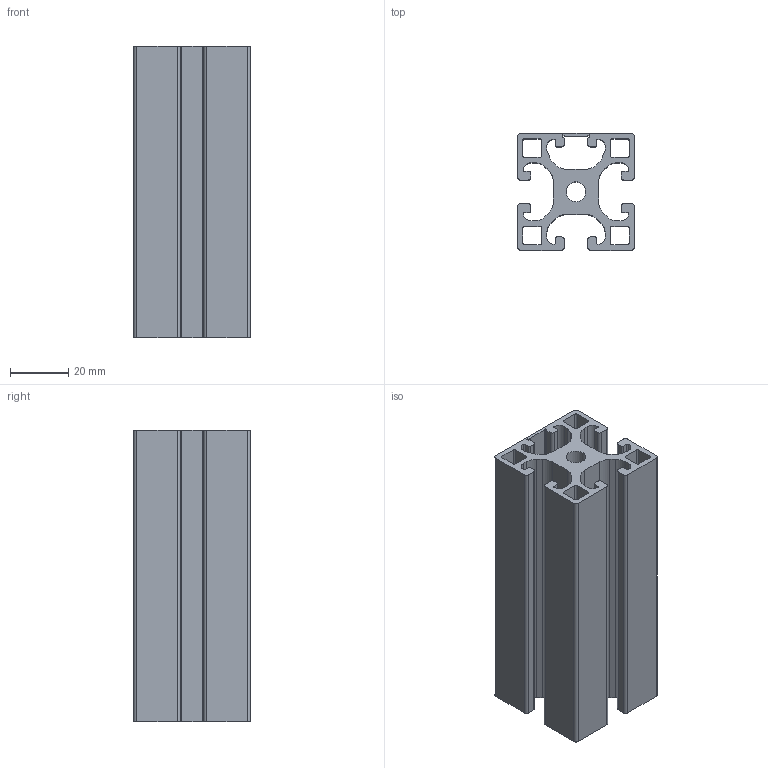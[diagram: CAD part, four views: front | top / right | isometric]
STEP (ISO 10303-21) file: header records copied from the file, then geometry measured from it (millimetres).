
FILE_DESCRIPTION(/* description */ (''),/* implementation_level */ '2;1');
FILE_NAME(/* name */ 'PI-6011_Profil_Z_40x40_ 3N_l-8.stp',/* time_stamp */ '2020-01-21T14:30:05+01:00',/* author */ ('jmaun'),/* organization */ (''),/* preprocessor_version */ 'ST-DEVELOPER v17',/* originating_system */ 'Autodesk Inventor 2019',/* authorisation */ '');
FILE_SCHEMA (('AUTOMOTIVE_DESIGN { 1 0 10303 214 3 1 1 }'));
Length unit declared in the file: millimetre
Products named in the file (1): PI-6010_Profil_Z_40x40_ 3N_l-8
Bounding box: 40 x 40 x 100 mm (x, y, z)
Volume: 67760.2 mm3; surface area: 50086.8 mm2
Topology: 1 solids, 1 shells, 161 faces, 477 edges, 318 vertices
Faces by surface type: plane 82, cylinder 79
Full cylindrical faces by diameter (mm): 6.8 x1
Entity records: 5492 total; most frequent: DIRECTION 959, CARTESIAN_POINT 957, ORIENTED_EDGE 954, EDGE_CURVE 477, AXIS2_PLACEMENT_3D 320, LINE 319, VECTOR 319, VERTEX_POINT 318
